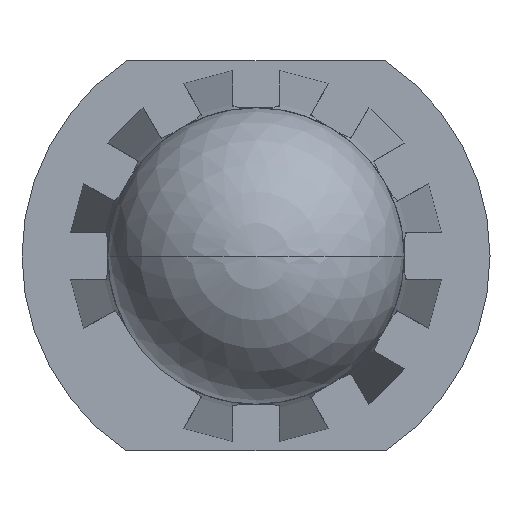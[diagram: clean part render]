
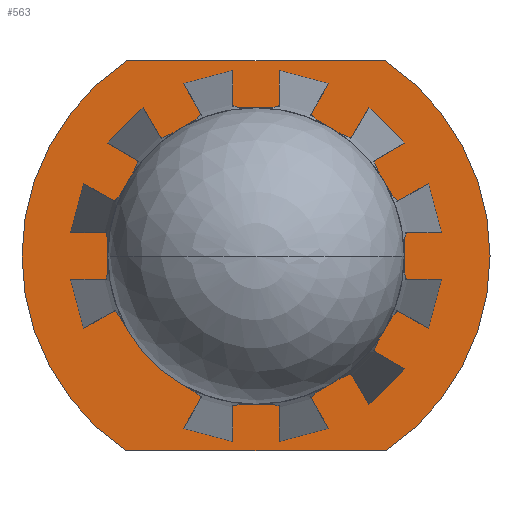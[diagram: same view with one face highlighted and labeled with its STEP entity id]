
A CAD part, left-side view. The second image highlights one B-rep face of the part: STEP entity #563.
In plain terms, the highlighted planar face has unit normal (-1, 0, 0).
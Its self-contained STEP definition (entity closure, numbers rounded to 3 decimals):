
#100=CARTESIAN_POINT('',(0.,0.,0.));
#101=DIRECTION('',(-1.,0.,0.));
#102=DIRECTION('',(0.,1.,0.));
#103=AXIS2_PLACEMENT_3D('',#100,#101,#102);
#109=CARTESIAN_POINT('',(0.,0.,0.));
#110=DIRECTION('',(1.,0.,0.));
#111=DIRECTION('',(0.,1.,0.));
#112=AXIS2_PLACEMENT_3D('',#109,#110,#111);
#118=DIRECTION('',(0.,-1.,0.));
#119=VECTOR('',#118,3.317);
#120=CARTESIAN_POINT('',(0.,1.658,2.5));
#121=LINE('',#120,#119);
#122=DIRECTION('',(0.,1.,0.));
#123=VECTOR('',#122,3.317);
#124=CARTESIAN_POINT('',(0.,-1.658,-2.5));
#125=LINE('',#124,#123);
#135=CARTESIAN_POINT('',(0.,0.,0.));
#136=DIRECTION('',(-1.,0.,0.));
#137=DIRECTION('',(0.,0.553,0.833));
#138=AXIS2_PLACEMENT_3D('',#135,#136,#137);
#144=CARTESIAN_POINT('',(0.,0.,0.));
#145=DIRECTION('',(-1.,0.,0.));
#146=DIRECTION('',(0.,-0.553,-0.833));
#147=AXIS2_PLACEMENT_3D('',#144,#145,#146);
#354=CARTESIAN_POINT('',(0.,1.9,0.));
#356=VERTEX_POINT('',#354);
#366=CARTESIAN_POINT('',(0.,-1.9,0.));
#368=VERTEX_POINT('',#366);
#382=CARTESIAN_POINT('',(0.,1.658,-2.5));
#383=VERTEX_POINT('',#382);
#384=CARTESIAN_POINT('',(0.,-1.658,-2.5));
#385=VERTEX_POINT('',#384);
#386=CARTESIAN_POINT('',(0.,1.658,2.5));
#387=CARTESIAN_POINT('',(0.,-1.658,2.5));
#388=VERTEX_POINT('',#386);
#389=VERTEX_POINT('',#387);
#544=CARTESIAN_POINT('',(0.,0.,0.));
#545=DIRECTION('',(-1.,0.,0.));
#546=DIRECTION('',(0.,1.,0.));
#547=AXIS2_PLACEMENT_3D('',#544,#545,#546);
#548=PLANE('',#547);
#550=ORIENTED_EDGE('',*,*,#549,.F.);
#552=ORIENTED_EDGE('',*,*,#551,.T.);
#554=ORIENTED_EDGE('',*,*,#553,.F.);
#556=ORIENTED_EDGE('',*,*,#555,.T.);
#557=EDGE_LOOP('',(#550,#552,#554,#556));
#558=FACE_OUTER_BOUND('',#557,.F.);
#559=ORIENTED_EDGE('',*,*,#537,.F.);
#560=ORIENTED_EDGE('',*,*,#526,.T.);
#561=EDGE_LOOP('',(#559,#560));
#562=FACE_BOUND('',#561,.F.);
#563=ADVANCED_FACE('',(#558,#562),#548,.T.);
#104=CIRCLE('',#103,1.9);
#113=CIRCLE('',#112,1.9);
#139=CIRCLE('',#138,3.);
#148=CIRCLE('',#147,3.);
#526=EDGE_CURVE('',#356,#368,#104,.T.);
#537=EDGE_CURVE('',#356,#368,#113,.T.);
#549=EDGE_CURVE('',#388,#383,#139,.T.);
#551=EDGE_CURVE('',#388,#389,#121,.T.);
#553=EDGE_CURVE('',#385,#389,#148,.T.);
#555=EDGE_CURVE('',#385,#383,#125,.T.);
